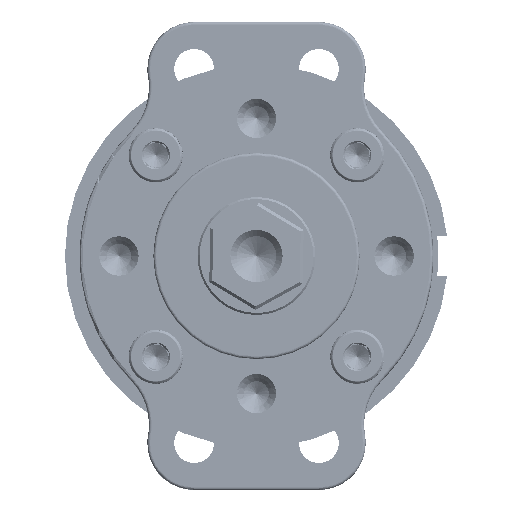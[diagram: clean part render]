
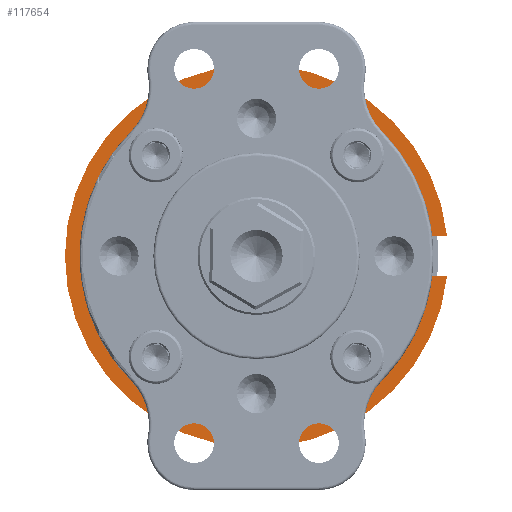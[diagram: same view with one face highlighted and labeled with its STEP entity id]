
A CAD part, front view. The second image highlights one B-rep face of the part: STEP entity #117654.
In plain terms, the highlighted face is planar.
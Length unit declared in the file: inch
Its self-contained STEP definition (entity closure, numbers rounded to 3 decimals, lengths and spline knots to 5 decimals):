
#6156 = CIRCLE ( 'NONE', #189221, 0.70866 ) ;
#8039 = CARTESIAN_POINT ( 'NONE',  ( 0.76367, 0.07874, 0.62205 ) ) ;
#8088 = ORIENTED_EDGE ( 'NONE', *, *, #47400, .T. ) ;
#12768 = ORIENTED_EDGE ( 'NONE', *, *, #188724, .T. ) ;
#14569 = PLANE ( 'NONE',  #146853 ) ;
#16113 = CARTESIAN_POINT ( 'NONE',  ( 0., 0., 0.62205 ) ) ;
#25200 = DIRECTION ( 'NONE',  ( 0., 0., -1. ) ) ;
#26844 = CIRCLE ( 'NONE', #113898, 0.76772 ) ;
#29201 = FACE_OUTER_BOUND ( 'NONE', #146735, .T. ) ;
#29377 = VERTEX_POINT ( 'NONE', #173390 ) ;
#34516 = DIRECTION ( 'NONE',  ( -1., 0., 0. ) ) ;
#34582 = LINE ( 'NONE', #152239, #177715 ) ;
#40841 = AXIS2_PLACEMENT_3D ( 'NONE', #126393, #25200, #143831 ) ;
#43025 = CARTESIAN_POINT ( 'NONE',  ( 0., 0., 0.62205 ) ) ;
#43155 = EDGE_CURVE ( 'NONE', #146321, #57016, #6156, .T. ) ;
#45937 = DIRECTION ( 'NONE',  ( 0., 0., -1. ) ) ;
#47400 = EDGE_CURVE ( 'NONE', #69827, #29377, #34582, .T. ) ;
#53366 = CIRCLE ( 'NONE', #40841, 0.70866 ) ;
#57016 = VERTEX_POINT ( 'NONE', #79498 ) ;
#58456 = VERTEX_POINT ( 'NONE', #105286 ) ;
#59433 = ORIENTED_EDGE ( 'NONE', *, *, #129462, .F. ) ;
#62820 = DIRECTION ( 'NONE',  ( -1., 0., 0. ) ) ;
#66986 = ORIENTED_EDGE ( 'NONE', *, *, #43155, .F. ) ;
#67522 = ORIENTED_EDGE ( 'NONE', *, *, #165771, .T. ) ;
#69827 = VERTEX_POINT ( 'NONE', #8039 ) ;
#70736 = CARTESIAN_POINT ( 'NONE',  ( 0.70427, -0.07874, 0.62205 ) ) ;
#72953 = DIRECTION ( 'NONE',  ( 0., 0., 1. ) ) ;
#79261 = DIRECTION ( 'NONE',  ( 0., 0., -1. ) ) ;
#79498 = CARTESIAN_POINT ( 'NONE',  ( -0.70866, 0., 0.62205 ) ) ;
#80359 = LINE ( 'NONE', #84189, #160969 ) ;
#84189 = CARTESIAN_POINT ( 'NONE',  ( 0.70866, -0.07874, 0.62205 ) ) ;
#87574 = DIRECTION ( 'NONE',  ( 1., 0., 0. ) ) ;
#92342 = ORIENTED_EDGE ( 'NONE', *, *, #106686, .T. ) ;
#97138 = VERTEX_POINT ( 'NONE', #188690 ) ;
#105286 = CARTESIAN_POINT ( 'NONE',  ( 0.76367, -0.07874, 0.62205 ) ) ;
#106686 = EDGE_CURVE ( 'NONE', #58456, #97138, #26844, .T. ) ;
#108421 = CARTESIAN_POINT ( 'NONE',  ( 0., 0., 0.62205 ) ) ;
#113898 = AXIS2_PLACEMENT_3D ( 'NONE', #43025, #45937, #135404 ) ;
#114344 = AXIS2_PLACEMENT_3D ( 'NONE', #16113, #136680, #62820 ) ;
#117654 = ADVANCED_FACE ( 'NONE', ( #29201 ), #14569, .F. ) ;
#126393 = CARTESIAN_POINT ( 'NONE',  ( 0., 0., 0.62205 ) ) ;
#129462 = EDGE_CURVE ( 'NONE', #57016, #29377, #53366, .T. ) ;
#135404 = DIRECTION ( 'NONE',  ( -1., 0., 0. ) ) ;
#136680 = DIRECTION ( 'NONE',  ( 0., 0., -1. ) ) ;
#136694 = DIRECTION ( 'NONE',  ( -1., 0., 0. ) ) ;
#143455 = DIRECTION ( 'NONE',  ( 1., 0., 0. ) ) ;
#143831 = DIRECTION ( 'NONE',  ( -1., 0., 0. ) ) ;
#146321 = VERTEX_POINT ( 'NONE', #70736 ) ;
#146735 = EDGE_LOOP ( 'NONE', ( #92342, #12768, #8088, #59433, #66986, #67522 ) ) ;
#146853 = AXIS2_PLACEMENT_3D ( 'NONE', #189628, #72953, #87574 ) ;
#152239 = CARTESIAN_POINT ( 'NONE',  ( 0.70866, 0.07874, 0.62205 ) ) ;
#160969 = VECTOR ( 'NONE', #143455, 39.37008 ) ;
#165771 = EDGE_CURVE ( 'NONE', #146321, #58456, #80359, .T. ) ;
#173390 = CARTESIAN_POINT ( 'NONE',  ( 0.70427, 0.07874, 0.62205 ) ) ;
#177715 = VECTOR ( 'NONE', #136694, 39.37008 ) ;
#179570 = CIRCLE ( 'NONE', #114344, 0.76772 ) ;
#188690 = CARTESIAN_POINT ( 'NONE',  ( -0.76772, 0., 0.62205 ) ) ;
#188724 = EDGE_CURVE ( 'NONE', #97138, #69827, #179570, .T. ) ;
#189221 = AXIS2_PLACEMENT_3D ( 'NONE', #108421, #79261, #34516 ) ;
#189628 = CARTESIAN_POINT ( 'NONE',  ( 0.70866, 0., 0.62205 ) ) ;
